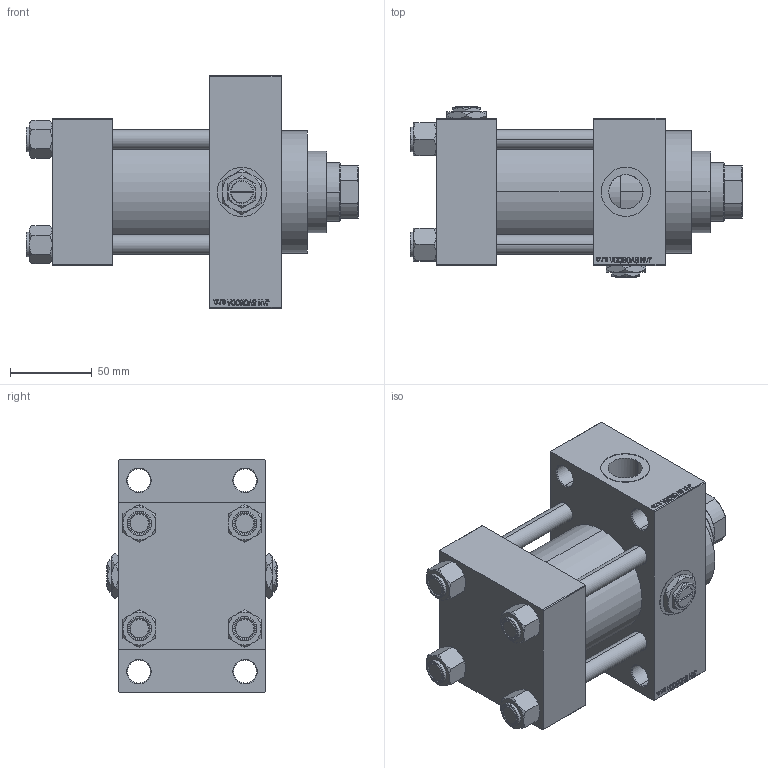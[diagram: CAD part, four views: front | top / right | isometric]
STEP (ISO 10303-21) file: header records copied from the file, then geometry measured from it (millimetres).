
FILE_DESCRIPTION (( 'STEP AP203' ), '1' );
FILE_NAME ('86b1.STEP', '2023-03-28T12:27:18', ( '' ), ( '' ), 'SwSTEP 2.0', 'SolidWorks 2019', '' );
FILE_SCHEMA (( 'CONFIG_CONTROL_DESIGN' ));
Length unit declared in the file: millimetre
Products named in the file (7): Zatka_pro_OIL_PORT 0b27ba17694ea82c2365d91f7e3b8302; V215CD_D_Body 0b27ba17694ea82c2365d91f7e3b8302; 86b1; V215CD_VCP_D 0b27ba17694ea82c2365d91f7e3b8302; V215CD_NUT_M5_D 0b27ba17694ea82c2365d91f7e3b8302; V215CD_VC_A 0b27ba17694ea82c2365d91f7e3b8302; V215CD_D_TYCINKA 0b27ba17694ea82c2365d91f7e3b8302
Assembly tree (13 placements, depth 2):
  86b1
    V215CD_D_Body 0b27ba17694ea82c2365d91f7e3b8302
    V215CD_VC_A 0b27ba17694ea82c2365d91f7e3b8302
    V215CD_VCP_D 0b27ba17694ea82c2365d91f7e3b8302
    V215CD_D_TYCINKA 0b27ba17694ea82c2365d91f7e3b8302  x4
    V215CD_NUT_M5_D 0b27ba17694ea82c2365d91f7e3b8302  x4
    Zatka_pro_OIL_PORT 0b27ba17694ea82c2365d91f7e3b8302  x2
Bounding box: 203 x 104 x 142 mm (x, y, z)
Volume: 1110974.1 mm3; surface area: 209109.7 mm2
Topology: 13 solids, 13 shells, 1194 faces, 2960 edges, 1907 vertices
Faces by surface type: plane 543, bspline 368, cone 182, cylinder 93, torus 8
Entity records: 48979 total; most frequent: CARTESIAN_POINT 25652, ORIENTED_EDGE 5220, DIRECTION 3394, EDGE_CURVE 2610, VERTEX_POINT 1705, LINE 1544, VECTOR 1544, EDGE_LOOP 1167
